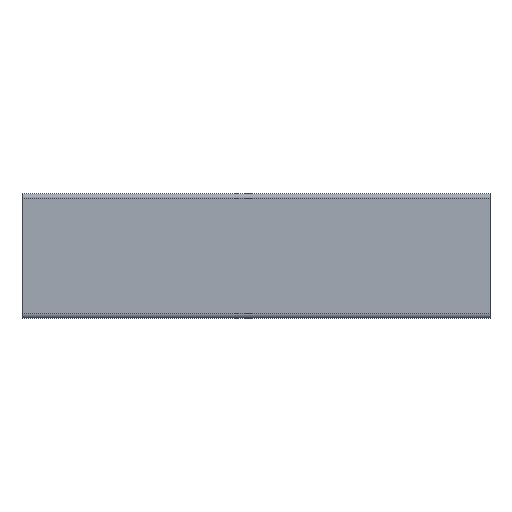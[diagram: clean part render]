
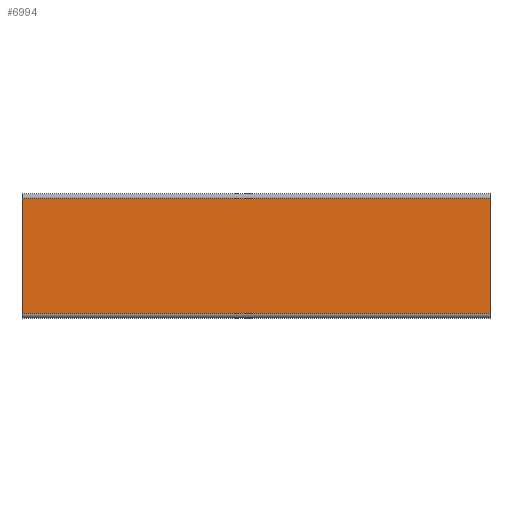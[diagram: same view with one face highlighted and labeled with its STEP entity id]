
A CAD part, left-side view. The second image highlights one B-rep face of the part: STEP entity #6994.
In plain terms, the highlighted face is planar.
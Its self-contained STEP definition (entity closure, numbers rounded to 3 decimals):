
#918 = VECTOR ( 'NONE', #4584, 1000. ) ;
#1566 = VECTOR ( 'NONE', #4543, 1000. ) ;
#2635 = CARTESIAN_POINT ( 'NONE',  ( 20., -37., -300. ) ) ;
#2656 = PLANE ( 'NONE',  #5987 ) ;
#2694 = DIRECTION ( 'NONE',  ( 1., 0., 0. ) ) ;
#2697 = FACE_OUTER_BOUND ( 'NONE', #3378, .T. ) ;
#2703 = DIRECTION ( 'NONE',  ( 0., 0., -1. ) ) ;
#3378 = EDGE_LOOP ( 'NONE', ( #5647, #5478, #5682, #5633 ) ) ;
#4541 = LINE ( 'NONE', #4542, #1566 ) ;
#4542 = CARTESIAN_POINT ( 'NONE',  ( 20., -37., -300. ) ) ;
#4543 = DIRECTION ( 'NONE',  ( 0., 1., 0. ) ) ;
#4567 = LINE ( 'NONE', #4568, #918 ) ;
#4568 = CARTESIAN_POINT ( 'NONE',  ( 20., -37., -300. ) ) ;
#4584 = DIRECTION ( 'NONE',  ( 0., 0., 1. ) ) ;
#5006 = VECTOR ( 'NONE', #8679, 1000. ) ;
#5024 = VECTOR ( 'NONE', #8633, 1000. ) ;
#5478 = ORIENTED_EDGE ( 'NONE', *, *, #6498, .F. ) ;
#5633 = ORIENTED_EDGE ( 'NONE', *, *, #6581, .T. ) ;
#5647 = ORIENTED_EDGE ( 'NONE', *, *, #6565, .F. ) ;
#5682 = ORIENTED_EDGE ( 'NONE', *, *, #6485, .T. ) ;
#5987 = AXIS2_PLACEMENT_3D ( 'NONE', #2635, #2694, #2703 ) ;
#6485 = EDGE_CURVE ( 'NONE', #7283, #7242, #4541, .T. ) ;
#6498 = EDGE_CURVE ( 'NONE', #7283, #7237, #4567, .T. ) ;
#6565 = EDGE_CURVE ( 'NONE', #7237, #7262, #8621, .T. ) ;
#6581 = EDGE_CURVE ( 'NONE', #7242, #7262, #8667, .T. ) ;
#6994 = ADVANCED_FACE ( 'NONE', ( #2697 ), #2656, .T. ) ;
#7237 = VERTEX_POINT ( 'NONE', #10417 ) ;
#7242 = VERTEX_POINT ( 'NONE', #10468 ) ;
#7262 = VERTEX_POINT ( 'NONE', #10462 ) ;
#7283 = VERTEX_POINT ( 'NONE', #10484 ) ;
#8621 = LINE ( 'NONE', #8631, #5024 ) ;
#8631 = CARTESIAN_POINT ( 'NONE',  ( 20., -37., 0. ) ) ;
#8633 = DIRECTION ( 'NONE',  ( 0., 1., 0. ) ) ;
#8667 = LINE ( 'NONE', #8676, #5006 ) ;
#8676 = CARTESIAN_POINT ( 'NONE',  ( 20., 37., -300. ) ) ;
#8679 = DIRECTION ( 'NONE',  ( 0., 0., 1. ) ) ;
#10417 = CARTESIAN_POINT ( 'NONE',  ( 20., -37., 0. ) ) ;
#10462 = CARTESIAN_POINT ( 'NONE',  ( 20., 37., 0. ) ) ;
#10468 = CARTESIAN_POINT ( 'NONE',  ( 20., 37., -300. ) ) ;
#10484 = CARTESIAN_POINT ( 'NONE',  ( 20., -37., -300. ) ) ;
